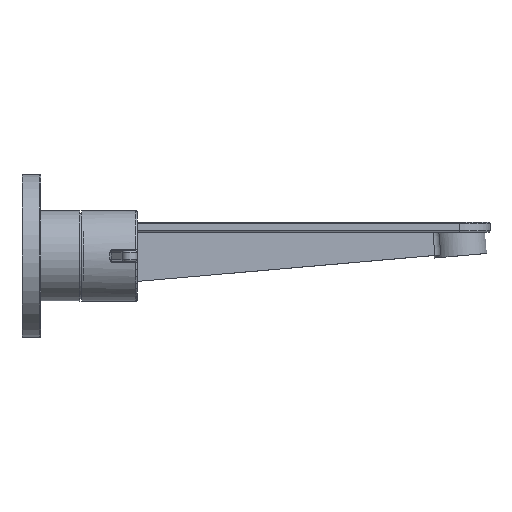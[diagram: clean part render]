
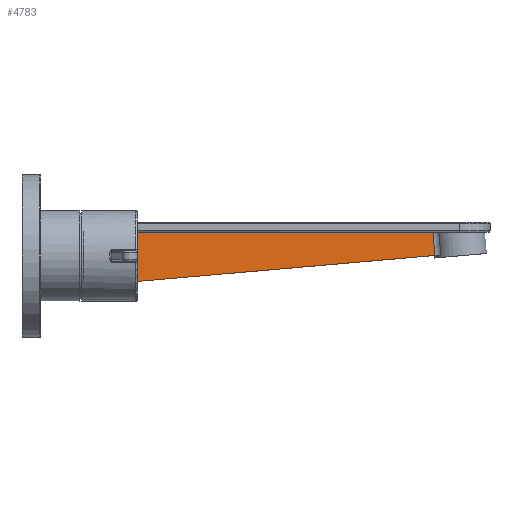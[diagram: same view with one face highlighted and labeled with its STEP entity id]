
A CAD part, left-side view. The second image highlights one B-rep face of the part: STEP entity #4783.
In plain terms, the highlighted planar face has unit normal (-0.999, -0.048, 0.004).
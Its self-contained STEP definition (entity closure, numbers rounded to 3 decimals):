
#358=PLANE('',#5596);
#873=FACE_OUTER_BOUND('',#1183,.T.);
#1183=EDGE_LOOP('',(#4464,#4465,#4466,#4467));
#1455=LINE('',#16049,#1737);
#1458=LINE('',#16063,#1740);
#1464=LINE('',#16079,#1746);
#1465=LINE('',#16082,#1747);
#1737=VECTOR('',#6963,157.626);
#1740=VECTOR('',#6976,25.);
#1746=VECTOR('',#6992,156.037);
#1747=VECTOR('',#6997,11.321);
#2412=VERTEX_POINT('',#16047);
#2413=VERTEX_POINT('',#16048);
#2419=VERTEX_POINT('',#16062);
#2424=VERTEX_POINT('',#16078);
#3090=EDGE_CURVE('',#2412,#2413,#1455,.T.);
#3097=EDGE_CURVE('',#2419,#2412,#1458,.T.);
#3105=EDGE_CURVE('',#2419,#2424,#1464,.T.);
#3107=EDGE_CURVE('',#2424,#2413,#1465,.T.);
#4464=ORIENTED_EDGE('',*,*,#3090,.T.);
#4465=ORIENTED_EDGE('',*,*,#3107,.F.);
#4466=ORIENTED_EDGE('',*,*,#3105,.F.);
#4467=ORIENTED_EDGE('',*,*,#3097,.T.);
#4783=ADVANCED_FACE('',(#873),#358,.T.);
#5596=AXIS2_PLACEMENT_3D('',#16081,#6995,#6996);
#6963=DIRECTION('',(0.048,-0.995,0.087));
#6976=DIRECTION('',(-0.004,0.,-1.));
#6992=DIRECTION('',(0.048,-0.999,0.));
#6995=DIRECTION('center_axis',(-0.999,-0.048,0.004));
#6996=DIRECTION('ref_axis',(-0.004,0.,
-1.));
#6997=DIRECTION('',(0.,-0.087,-0.996));
#16047=CARTESIAN_POINT('',(-13.665,-40.,69.));
#16048=CARTESIAN_POINT('',(-6.074,-196.844,82.722));
#16049=CARTESIAN_POINT('',(-13.665,-40.,69.));
#16062=CARTESIAN_POINT('',(-13.56,-40.,94.));
#16063=CARTESIAN_POINT('',(-13.56,-40.,94.));
#16078=CARTESIAN_POINT('',(-6.074,-195.858,94.));
#16079=CARTESIAN_POINT('',(-13.56,-40.,94.));
#16081=CARTESIAN_POINT('Origin',(-13.904,-32.151,101.851));
#16082=CARTESIAN_POINT('',(-6.074,-195.858,94.));
